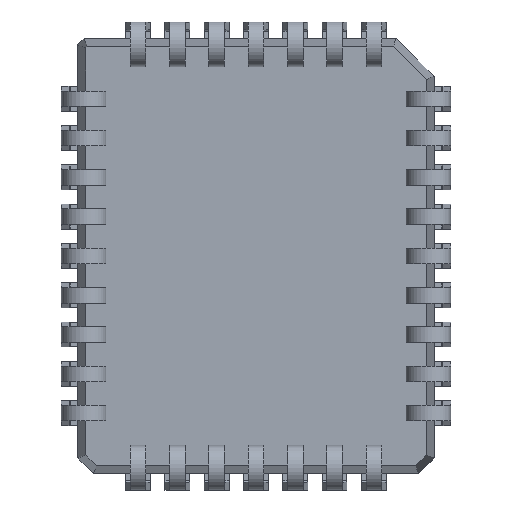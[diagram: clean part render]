
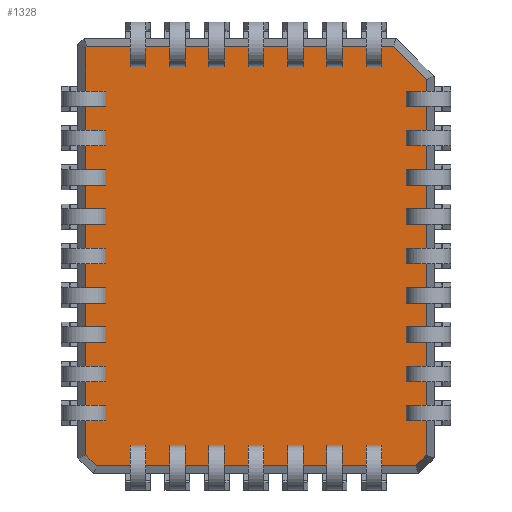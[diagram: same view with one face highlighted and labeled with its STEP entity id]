
A CAD part, front view. The second image highlights one B-rep face of the part: STEP entity #1328.
In plain terms, the highlighted planar face has unit normal (0, -1, 0).
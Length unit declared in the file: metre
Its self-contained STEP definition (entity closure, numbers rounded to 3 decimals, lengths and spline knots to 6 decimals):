
#1328=ADVANCED_FACE('0:27',(#3949),#3950,.F.);
#1384=EDGE_CURVE('0:2169',#4067,#4068,#4069,.T.);
#1386=EDGE_CURVE('0:2172',#4068,#4071,#4072,.T.);
#1388=EDGE_CURVE('0:2175',#4071,#4074,#4075,.T.);
#1390=EDGE_CURVE('0:2178',#4074,#4077,#4078,.T.);
#1392=EDGE_CURVE('0:2181',#4077,#4080,#4081,.T.);
#1394=EDGE_CURVE('0:2184',#4080,#4083,#4084,.T.);
#1396=EDGE_CURVE('0:2187',#4083,#4086,#4087,.T.);
#1398=EDGE_CURVE('0:2190',#4086,#4067,#4089,.T.);
#3949=FACE_OUTER_BOUND('',#7421,.T.);
#3950=PLANE('',#7422);
#4067=VERTEX_POINT('',#7541);
#4068=VERTEX_POINT('',#7542);
#4069=LINE('',#7543,#7544);
#4071=VERTEX_POINT('',#7547);
#4072=LINE('',#7548,#7549);
#4074=VERTEX_POINT('',#7552);
#4075=LINE('',#7553,#7554);
#4077=VERTEX_POINT('',#7557);
#4078=LINE('',#7558,#7559);
#4080=VERTEX_POINT('',#7562);
#4081=LINE('',#7563,#7564);
#4083=VERTEX_POINT('',#7567);
#4084=LINE('',#7568,#7569);
#4086=VERTEX_POINT('',#7572);
#4087=LINE('',#7573,#7574);
#4089=LINE('',#7577,#7578);
#7421=EDGE_LOOP('',(#13659,#13660,#13661,#13662,#13663,#13664,#13665,#13666));
#7422=AXIS2_PLACEMENT_3D('',#13667,#13668,#13669);
#7541=CARTESIAN_POINT('',(-0.005505,-0.00203,0.006721));
#7542=CARTESIAN_POINT('',(-0.005505,-0.00203,-0.006421));
#7543=CARTESIAN_POINT('',(-0.005505,-0.00203,0.006721));
#7544=VECTOR('',#14012,0.013143);
#7547=CARTESIAN_POINT('',(-0.005151,-0.00203,-0.006775));
#7548=CARTESIAN_POINT('',(-0.005505,-0.00203,-0.006421));
#7549=VECTOR('',#14013,0.0005);
#7552=CARTESIAN_POINT('',(0.005151,-0.00203,-0.006775));
#7553=CARTESIAN_POINT('',(-0.005151,-0.00203,-0.006775));
#7554=VECTOR('',#14014,0.010303);
#7557=CARTESIAN_POINT('',(0.005505,-0.00203,-0.006421));
#7558=CARTESIAN_POINT('',(0.005151,-0.00203,-0.006775));
#7559=VECTOR('',#14015,0.0005);
#7562=CARTESIAN_POINT('',(0.005505,-0.00203,0.005701));
#7563=CARTESIAN_POINT('',(0.005505,-0.00203,-0.006421));
#7564=VECTOR('',#14016,0.012123);
#7567=CARTESIAN_POINT('',(0.004431,-0.00203,0.006775));
#7568=CARTESIAN_POINT('',(0.005505,-0.00203,0.005701));
#7569=VECTOR('',#14017,0.001518);
#7572=CARTESIAN_POINT('',(-0.005451,-0.00203,0.006775));
#7573=CARTESIAN_POINT('',(0.004431,-0.00203,0.006775));
#7574=VECTOR('',#14018,0.009883);
#7577=CARTESIAN_POINT('',(-0.005451,-0.00203,0.006775));
#7578=VECTOR('',#14019,0.000076);
#13659=ORIENTED_EDGE('',*,*,#1384,.T.);
#13660=ORIENTED_EDGE('',*,*,#1386,.T.);
#13661=ORIENTED_EDGE('',*,*,#1388,.T.);
#13662=ORIENTED_EDGE('',*,*,#1390,.T.);
#13663=ORIENTED_EDGE('',*,*,#1392,.T.);
#13664=ORIENTED_EDGE('',*,*,#1394,.T.);
#13665=ORIENTED_EDGE('',*,*,#1396,.T.);
#13666=ORIENTED_EDGE('',*,*,#1398,.T.);
#13667=CARTESIAN_POINT('',(0.0,-0.00203,0.0));
#13668=DIRECTION('',(-0.0,1.0,0.0));
#13669=DIRECTION('',(1.0,0.0,0.0));
#14012=DIRECTION('',(0.0,0.0,-1.0));
#14013=DIRECTION('',(0.707,0.0,-0.707));
#14014=DIRECTION('',(1.0,0.0,0.0));
#14015=DIRECTION('',(0.707,0.0,0.707));
#14016=DIRECTION('',(0.0,0.0,1.0));
#14017=DIRECTION('',(-0.707,0.0,0.707));
#14018=DIRECTION('',(-1.0,0.0,0.0));
#14019=DIRECTION('',(-0.707,0.0,-0.707));
